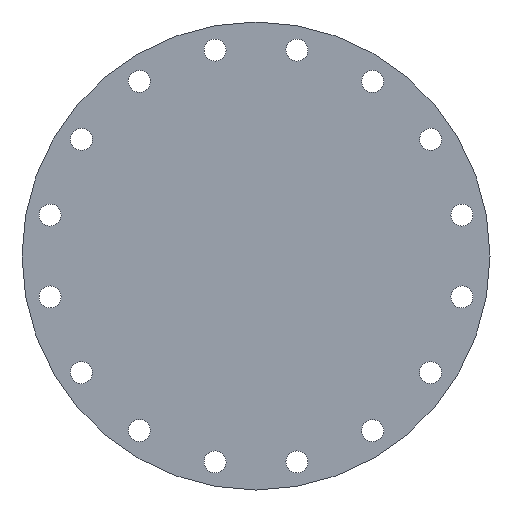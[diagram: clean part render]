
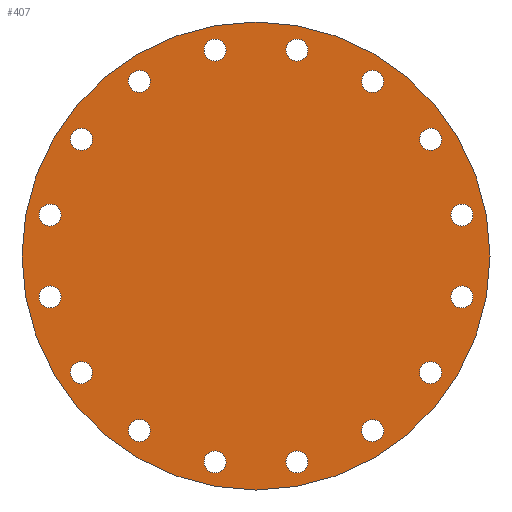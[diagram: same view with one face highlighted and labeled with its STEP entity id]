
A CAD part, front view. The second image highlights one B-rep face of the part: STEP entity #407.
In plain terms, the highlighted planar face has unit normal (0, -1, 0).
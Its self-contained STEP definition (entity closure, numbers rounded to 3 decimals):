
#15=FACE_BOUND('',#85,.T.);
#16=FACE_BOUND('',#86,.T.);
#17=FACE_BOUND('',#87,.T.);
#18=FACE_BOUND('',#88,.T.);
#19=FACE_BOUND('',#89,.T.);
#20=FACE_BOUND('',#90,.T.);
#21=FACE_BOUND('',#91,.T.);
#22=FACE_BOUND('',#92,.T.);
#23=FACE_BOUND('',#93,.T.);
#24=FACE_BOUND('',#94,.T.);
#25=FACE_BOUND('',#95,.T.);
#26=FACE_BOUND('',#96,.T.);
#27=FACE_BOUND('',#97,.T.);
#28=FACE_BOUND('',#98,.T.);
#29=FACE_BOUND('',#99,.T.);
#30=FACE_BOUND('',#100,.T.);
#47=PLANE('',#478);
#65=FACE_OUTER_BOUND('',#84,.T.);
#84=EDGE_LOOP('',(#336));
#85=EDGE_LOOP('',(#337));
#86=EDGE_LOOP('',(#338));
#87=EDGE_LOOP('',(#339));
#88=EDGE_LOOP('',(#340));
#89=EDGE_LOOP('',(#341));
#90=EDGE_LOOP('',(#342));
#91=EDGE_LOOP('',(#343));
#92=EDGE_LOOP('',(#344));
#93=EDGE_LOOP('',(#345));
#94=EDGE_LOOP('',(#346));
#95=EDGE_LOOP('',(#347));
#96=EDGE_LOOP('',(#348));
#97=EDGE_LOOP('',(#349));
#98=EDGE_LOOP('',(#350));
#99=EDGE_LOOP('',(#351));
#100=EDGE_LOOP('',(#352));
#154=CIRCLE('',#432,13.5);
#156=CIRCLE('',#435,13.5);
#158=CIRCLE('',#438,13.5);
#160=CIRCLE('',#441,13.5);
#162=CIRCLE('',#444,13.5);
#164=CIRCLE('',#447,13.5);
#166=CIRCLE('',#450,13.5);
#168=CIRCLE('',#453,13.5);
#170=CIRCLE('',#456,13.5);
#172=CIRCLE('',#459,13.5);
#174=CIRCLE('',#462,13.5);
#176=CIRCLE('',#465,13.5);
#178=CIRCLE('',#468,13.5);
#180=CIRCLE('',#471,13.5);
#182=CIRCLE('',#474,13.5);
#184=CIRCLE('',#477,13.5);
#185=CIRCLE('',#479,287.);
#188=VERTEX_POINT('',#612);
#190=VERTEX_POINT('',#618);
#192=VERTEX_POINT('',#624);
#194=VERTEX_POINT('',#630);
#196=VERTEX_POINT('',#636);
#198=VERTEX_POINT('',#642);
#200=VERTEX_POINT('',#648);
#202=VERTEX_POINT('',#654);
#204=VERTEX_POINT('',#660);
#206=VERTEX_POINT('',#666);
#208=VERTEX_POINT('',#672);
#210=VERTEX_POINT('',#678);
#212=VERTEX_POINT('',#684);
#214=VERTEX_POINT('',#690);
#216=VERTEX_POINT('',#696);
#218=VERTEX_POINT('',#702);
#219=VERTEX_POINT('',#706);
#223=EDGE_CURVE('',#188,#188,#154,.T.);
#226=EDGE_CURVE('',#190,#190,#156,.T.);
#229=EDGE_CURVE('',#192,#192,#158,.T.);
#232=EDGE_CURVE('',#194,#194,#160,.T.);
#235=EDGE_CURVE('',#196,#196,#162,.T.);
#238=EDGE_CURVE('',#198,#198,#164,.T.);
#241=EDGE_CURVE('',#200,#200,#166,.T.);
#244=EDGE_CURVE('',#202,#202,#168,.T.);
#247=EDGE_CURVE('',#204,#204,#170,.T.);
#250=EDGE_CURVE('',#206,#206,#172,.T.);
#253=EDGE_CURVE('',#208,#208,#174,.T.);
#256=EDGE_CURVE('',#210,#210,#176,.T.);
#259=EDGE_CURVE('',#212,#212,#178,.T.);
#262=EDGE_CURVE('',#214,#214,#180,.T.);
#265=EDGE_CURVE('',#216,#216,#182,.T.);
#268=EDGE_CURVE('',#218,#218,#184,.T.);
#269=EDGE_CURVE('',#219,#219,#185,.T.);
#336=ORIENTED_EDGE('',*,*,#269,.T.);
#337=ORIENTED_EDGE('',*,*,#223,.T.);
#338=ORIENTED_EDGE('',*,*,#226,.T.);
#339=ORIENTED_EDGE('',*,*,#229,.T.);
#340=ORIENTED_EDGE('',*,*,#232,.T.);
#341=ORIENTED_EDGE('',*,*,#235,.T.);
#342=ORIENTED_EDGE('',*,*,#238,.T.);
#343=ORIENTED_EDGE('',*,*,#241,.T.);
#344=ORIENTED_EDGE('',*,*,#244,.T.);
#345=ORIENTED_EDGE('',*,*,#247,.T.);
#346=ORIENTED_EDGE('',*,*,#250,.T.);
#347=ORIENTED_EDGE('',*,*,#253,.T.);
#348=ORIENTED_EDGE('',*,*,#256,.T.);
#349=ORIENTED_EDGE('',*,*,#259,.T.);
#350=ORIENTED_EDGE('',*,*,#262,.T.);
#351=ORIENTED_EDGE('',*,*,#265,.T.);
#352=ORIENTED_EDGE('',*,*,#268,.T.);
#407=ADVANCED_FACE('',(#65,#15,#16,#17,#18,#19,#20,#21,#22,#23,#24,#25,
#26,#27,#28,#29,#30),#47,.F.);
#432=AXIS2_PLACEMENT_3D('',#614,#490,#491);
#435=AXIS2_PLACEMENT_3D('',#620,#497,#498);
#438=AXIS2_PLACEMENT_3D('',#626,#504,#505);
#441=AXIS2_PLACEMENT_3D('',#632,#511,#512);
#444=AXIS2_PLACEMENT_3D('',#638,#518,#519);
#447=AXIS2_PLACEMENT_3D('',#644,#525,#526);
#450=AXIS2_PLACEMENT_3D('',#650,#532,#533);
#453=AXIS2_PLACEMENT_3D('',#656,#539,#540);
#456=AXIS2_PLACEMENT_3D('',#662,#546,#547);
#459=AXIS2_PLACEMENT_3D('',#668,#553,#554);
#462=AXIS2_PLACEMENT_3D('',#674,#560,#561);
#465=AXIS2_PLACEMENT_3D('',#680,#567,#568);
#468=AXIS2_PLACEMENT_3D('',#686,#574,#575);
#471=AXIS2_PLACEMENT_3D('',#692,#581,#582);
#474=AXIS2_PLACEMENT_3D('',#698,#588,#589);
#477=AXIS2_PLACEMENT_3D('',#704,#595,#596);
#478=AXIS2_PLACEMENT_3D('',#705,#597,#598);
#479=AXIS2_PLACEMENT_3D('',#707,#599,#600);
#490=DIRECTION('center_axis',(0.,1.,0.));
#491=DIRECTION('ref_axis',(-0.924,0.,-0.383));
#497=DIRECTION('center_axis',(0.,1.,0.));
#498=DIRECTION('ref_axis',(-0.707,0.,-0.707));
#504=DIRECTION('center_axis',(0.,1.,0.));
#505=DIRECTION('ref_axis',(-0.383,0.,-0.924));
#511=DIRECTION('center_axis',(0.,1.,0.));
#512=DIRECTION('ref_axis',(0.,0.,-1.));
#518=DIRECTION('center_axis',(0.,1.,0.));
#519=DIRECTION('ref_axis',(0.383,0.,-0.924));
#525=DIRECTION('center_axis',(0.,1.,0.));
#526=DIRECTION('ref_axis',(0.707,0.,-0.707));
#532=DIRECTION('center_axis',(0.,1.,0.));
#533=DIRECTION('ref_axis',(0.924,0.,-0.383));
#539=DIRECTION('center_axis',(0.,1.,0.));
#540=DIRECTION('ref_axis',(1.,0.,0.));
#546=DIRECTION('center_axis',(0.,1.,0.));
#547=DIRECTION('ref_axis',(0.924,0.,0.383));
#553=DIRECTION('center_axis',(0.,1.,0.));
#554=DIRECTION('ref_axis',(0.707,0.,0.707));
#560=DIRECTION('center_axis',(0.,1.,0.));
#561=DIRECTION('ref_axis',(0.383,0.,0.924));
#567=DIRECTION('center_axis',(0.,1.,0.));
#568=DIRECTION('ref_axis',(0.,0.,1.));
#574=DIRECTION('center_axis',(0.,1.,0.));
#575=DIRECTION('ref_axis',(-0.383,0.,0.924));
#581=DIRECTION('center_axis',(0.,1.,0.));
#582=DIRECTION('ref_axis',(-0.707,0.,0.707));
#588=DIRECTION('center_axis',(0.,1.,0.));
#589=DIRECTION('ref_axis',(-0.924,0.,0.383));
#595=DIRECTION('center_axis',(0.,1.,0.));
#596=DIRECTION('ref_axis',(-1.,0.,0.));
#597=DIRECTION('center_axis',(0.,1.,0.));
#598=DIRECTION('ref_axis',(0.,0.,1.));
#599=DIRECTION('center_axis',(0.,-1.,0.));
#600=DIRECTION('ref_axis',(-1.,0.,0.));
#612=CARTESIAN_POINT('',(155.532,-23.,-208.937));
#614=CARTESIAN_POINT('Origin',(143.059,-23.,-214.103));
#618=CARTESIAN_POINT('',(223.649,-23.,-133.513));
#620=CARTESIAN_POINT('Origin',(214.103,-23.,-143.059));
#624=CARTESIAN_POINT('',(257.718,-23.,-37.763));
#626=CARTESIAN_POINT('Origin',(252.552,-23.,-50.236));
#630=CARTESIAN_POINT('',(252.552,-23.,63.736));
#632=CARTESIAN_POINT('Origin',(252.552,-23.,50.236));
#636=CARTESIAN_POINT('',(208.937,-23.,155.532));
#638=CARTESIAN_POINT('Origin',(214.103,-23.,143.059));
#642=CARTESIAN_POINT('',(133.513,-23.,223.649));
#644=CARTESIAN_POINT('Origin',(143.059,-23.,214.103));
#648=CARTESIAN_POINT('',(37.763,-23.,257.718));
#650=CARTESIAN_POINT('Origin',(50.236,-23.,252.552));
#654=CARTESIAN_POINT('',(-63.736,-23.,252.552));
#656=CARTESIAN_POINT('Origin',(-50.236,-23.,252.552));
#660=CARTESIAN_POINT('',(-155.532,-23.,208.937));
#662=CARTESIAN_POINT('Origin',(-143.059,-23.,214.103));
#666=CARTESIAN_POINT('',(-223.649,-23.,133.513));
#668=CARTESIAN_POINT('Origin',(-214.103,-23.,143.059));
#672=CARTESIAN_POINT('',(-257.718,-23.,37.763));
#674=CARTESIAN_POINT('Origin',(-252.552,-23.,50.236));
#678=CARTESIAN_POINT('',(-252.552,-23.,-63.736));
#680=CARTESIAN_POINT('Origin',(-252.552,-23.,-50.236));
#684=CARTESIAN_POINT('',(-208.937,-23.,-155.532));
#686=CARTESIAN_POINT('Origin',(-214.103,-23.,-143.059));
#690=CARTESIAN_POINT('',(-133.513,-23.,-223.649));
#692=CARTESIAN_POINT('Origin',(-143.059,-23.,-214.103));
#696=CARTESIAN_POINT('',(-37.763,-23.,-257.718));
#698=CARTESIAN_POINT('Origin',(-50.236,-23.,-252.552));
#702=CARTESIAN_POINT('',(63.736,-23.,-252.552));
#704=CARTESIAN_POINT('Origin',(50.236,-23.,-252.552));
#705=CARTESIAN_POINT('Origin',(0.,-23.,0.));
#706=CARTESIAN_POINT('',(287.,-23.,0.));
#707=CARTESIAN_POINT('Origin',(0.,-23.,0.));
